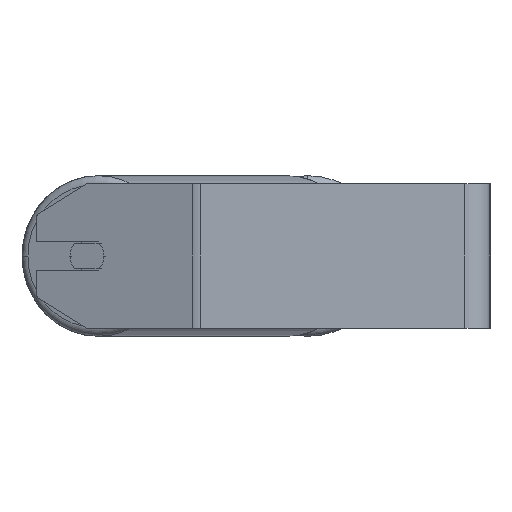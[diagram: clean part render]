
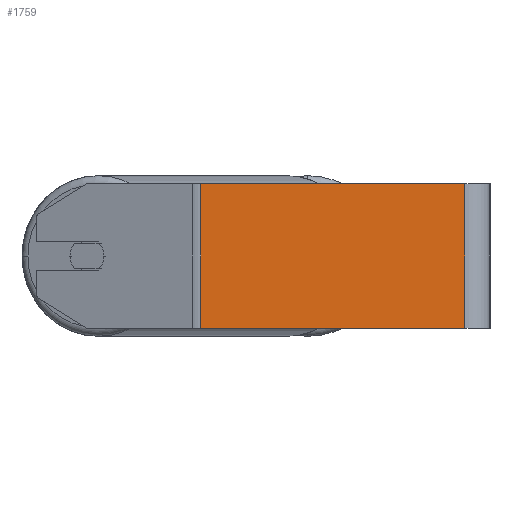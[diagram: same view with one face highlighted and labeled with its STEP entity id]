
A CAD part, left-side view. The second image highlights one B-rep face of the part: STEP entity #1759.
In plain terms, the highlighted planar face has unit normal (-1, 0, 0).
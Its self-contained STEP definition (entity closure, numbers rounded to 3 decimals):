
#118 = DIRECTION ( 'NONE',  ( 1., 0., 0. ) ) ;
#612 = VERTEX_POINT ( 'NONE', #6162 ) ;
#650 = DIRECTION ( 'NONE',  ( 0., 0., -1. ) ) ;
#1431 = VECTOR ( 'NONE', #650, 1000. ) ;
#1705 = EDGE_CURVE ( 'NONE', #612, #2908, #2078, .T. ) ;
#1759 = ADVANCED_FACE ( 'NONE', ( #6049 ), #1986, .F. ) ;
#1809 = EDGE_LOOP ( 'NONE', ( #8371, #1866, #2441, #3246 ) ) ;
#1866 = ORIENTED_EDGE ( 'NONE', *, *, #3497, .F. ) ;
#1986 = PLANE ( 'NONE',  #2819 ) ;
#2037 = EDGE_CURVE ( 'NONE', #3249, #2090, #3251, .T. ) ;
#2078 = LINE ( 'NONE', #8099, #3395 ) ;
#2090 = VERTEX_POINT ( 'NONE', #5463 ) ;
#2441 = ORIENTED_EDGE ( 'NONE', *, *, #2037, .F. ) ;
#2814 = DIRECTION ( 'NONE',  ( 0., 1., 0. ) ) ;
#2819 = AXIS2_PLACEMENT_3D ( 'NONE', #4023, #118, #2814 ) ;
#2845 = LINE ( 'NONE', #5464, #1431 ) ;
#2908 = VERTEX_POINT ( 'NONE', #4691 ) ;
#2993 = VECTOR ( 'NONE', #4618, 1000. ) ;
#3246 = ORIENTED_EDGE ( 'NONE', *, *, #3266, .T. ) ;
#3249 = VERTEX_POINT ( 'NONE', #5844 ) ;
#3251 = LINE ( 'NONE', #8612, #3961 ) ;
#3266 = EDGE_CURVE ( 'NONE', #3249, #612, #2845, .T. ) ;
#3395 = VECTOR ( 'NONE', #3487, 1000. ) ;
#3487 = DIRECTION ( 'NONE',  ( 0., -1., 0. ) ) ;
#3497 = EDGE_CURVE ( 'NONE', #2090, #2908, #5940, .T. ) ;
#3961 = VECTOR ( 'NONE', #4460, 1000. ) ;
#4023 = CARTESIAN_POINT ( 'NONE',  ( -525., 162.722, 40. ) ) ;
#4460 = DIRECTION ( 'NONE',  ( 0., -1., 0. ) ) ;
#4618 = DIRECTION ( 'NONE',  ( 0., 0., -1. ) ) ;
#4691 = CARTESIAN_POINT ( 'NONE',  ( -525., 14., -40. ) ) ;
#5463 = CARTESIAN_POINT ( 'NONE',  ( -525., 14., 40. ) ) ;
#5464 = CARTESIAN_POINT ( 'NONE',  ( -525., 160.253, 40. ) ) ;
#5844 = CARTESIAN_POINT ( 'NONE',  ( -525., 160.253, 40. ) ) ;
#5940 = LINE ( 'NONE', #7821, #2993 ) ;
#6049 = FACE_OUTER_BOUND ( 'NONE', #1809, .T. ) ;
#6162 = CARTESIAN_POINT ( 'NONE',  ( -525., 160.253, -40. ) ) ;
#7821 = CARTESIAN_POINT ( 'NONE',  ( -525., 14., 40. ) ) ;
#8099 = CARTESIAN_POINT ( 'NONE',  ( -525., 162.722, -40. ) ) ;
#8371 = ORIENTED_EDGE ( 'NONE', *, *, #1705, .T. ) ;
#8612 = CARTESIAN_POINT ( 'NONE',  ( -525., 162.722, 40. ) ) ;
